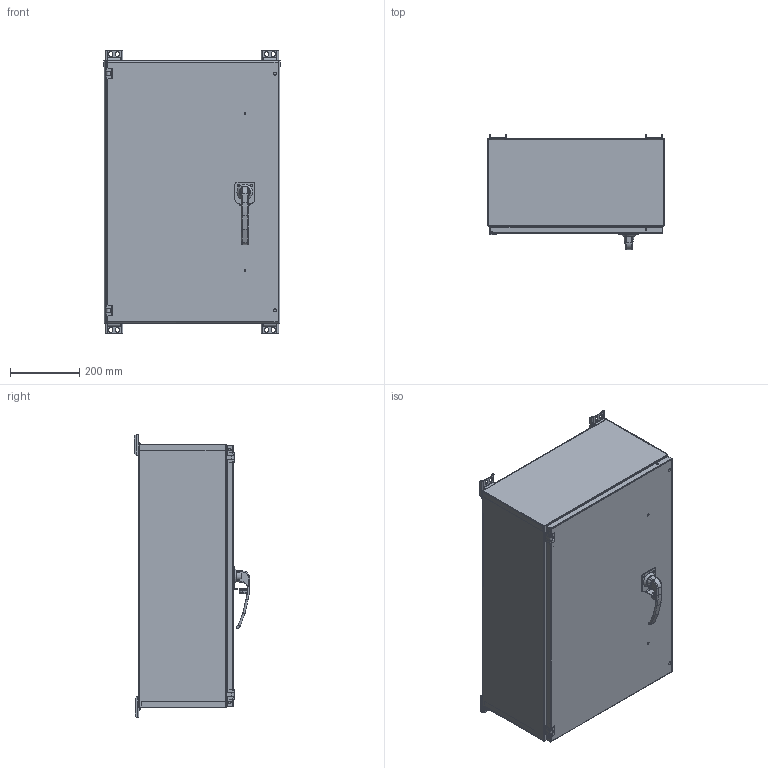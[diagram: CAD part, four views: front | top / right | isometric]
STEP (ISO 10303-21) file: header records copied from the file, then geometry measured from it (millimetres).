
FILE_DESCRIPTION( ( 'Unknown' ), '1' );
FILE_NAME( 'AMC302010.stp', 'Unknown', ( 'Unknown' ), ( 'Unknown' ), 'PSStep 16.0.42', 'Unknown', ' ' );
FILE_SCHEMA( ( 'AUTOMOTIVE_DESIGN { 1 0 10303 214 1 1 1 1 }' ) );
Length unit declared in the file: millimetre
Products named in the file (26): ROD-SYST-3PTS-AMC30; ROD-SYS-3PTS-AMC30; ROND-SYS-3PTS-STD; AHR-PARTIE-PORTE; AHR - PARTIE PORTE LUG; AHR - TIGE; AHR-PARTIE-BOITIER; SEAL; AHR - PARTIE BOITIER; SET SCEW M6 x 1.000; NOIX M6; ROD-SYST-3PTS-AMC_30LG; A8K-01; A8K-02; CAME A10F ET A8F; AMC302010_PORTE-A8F3; 0.250-20 x 1.500 AC_CD 201-008-810; AMC302010-CA8F3; AMC302010_BOITIER; AMC302010-B; AMC302010-EH; AMC302010-EB; 0.375-16 x 0.750 AC_CKL 118-510-340; BUMPER R 0.250-20; PATTE R; Assem1
Assembly tree (36 placements, depth 5):
  Assem1
    AMC302010_BOITIER
      AMC302010-B
      AMC302010-EH
      AMC302010-EB
      0.375-16 x 0.750 AC_CKL 118-510-340  x4
      BUMPER R 0.250-20  x2
      PATTE R  x4
      AHR-PARTIE-BOITIER  x2
        SEAL
        AHR - PARTIE BOITIER
        SET SCEW M6 x 1.000
        NOIX M6
    AMC302010_PORTE-A8F3
      0.250-20 x 1.500 AC_CD 201-008-810  x2
      AMC302010-CA8F3
      AHR-PARTIE-PORTE  x2
        AHR - PARTIE PORTE LUG
        AHR - TIGE
      ROD-SYST-3PTS-AMC_30LG
        A8K-01
        A8K-02
        CAME A10F ET A8F
        ROD-SYST-3PTS-AMC30  x2
          ROD-SYS-3PTS-AMC30
          ROND-SYS-3PTS-STD
Bounding box: 511.84 x 333.15 x 821.08 mm (x, y, z)
Volume: 2640886.9 mm3; surface area: 3366900.8 mm2
Topology: 35 solids, 35 shells, 1832 faces, 4411 edges, 2772 vertices
Faces by surface type: plane 1032, cylinder 402, extrusion 168, torus 80, bspline 64, cone 60, sphere 26
Full cylindrical faces by diameter (mm): 0.508 x2, 0.794 x4, 3.023 x6, 3.175 x6, 4.318 x4, 4.826 x2, 5.1 x2, 5.105 x13, 5.842 x2, 5.918 x4, 6 x2, 6.1 x6, 6.35 x4, 6.378 x3, 6.731 x4, 7.137 x2, 7.798 x2, 7.925 x2, 8.7 x2, 8.712 x2, 8.966 x4, 9 x2, 9.525 x4, 10.541 x2, 10.7 x2, 11.113 x2, 11.582 x8, 12.7 x6, 15.875 x2, 16.192 x4
Entity records: 63168 total; most frequent: CARTESIAN_POINT 22173, ORIENTED_EDGE 6308, DIRECTION 5111, EDGE_CURVE 3154, VERTEX_POINT 2088, AXIS2_PLACEMENT_3D 1748, EDGE_LOOP 1733, VECTOR 1615
